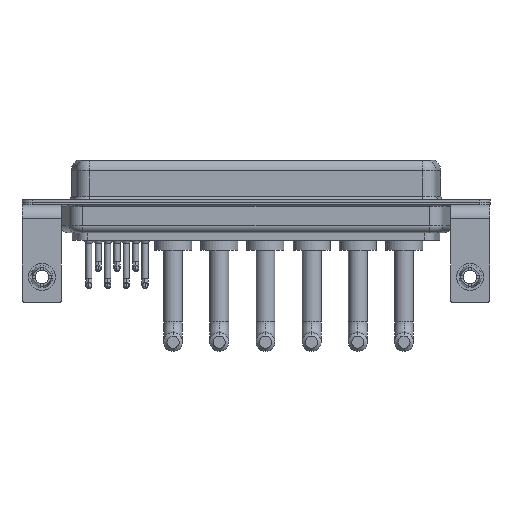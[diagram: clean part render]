
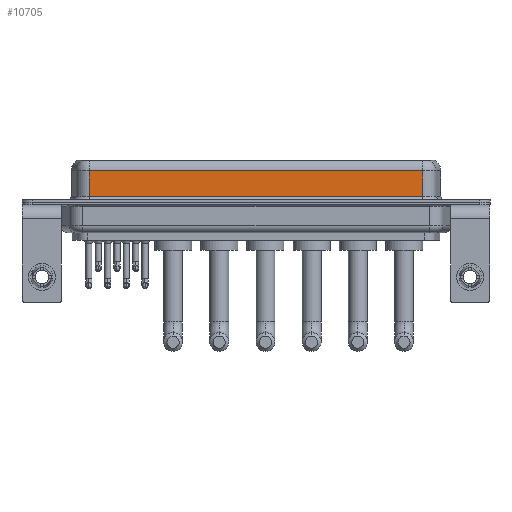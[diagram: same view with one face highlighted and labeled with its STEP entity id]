
A CAD part, front view. The second image highlights one B-rep face of the part: STEP entity #10705.
In plain terms, the highlighted planar face has unit normal (0, -1, 0).
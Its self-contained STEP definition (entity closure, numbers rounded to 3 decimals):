
#959 = CARTESIAN_POINT ( 'NONE',  ( 56.462, -3.95, 4.65 ) ) ;
#1032 = DIRECTION ( 'NONE',  ( -1., 0., 0. ) ) ;
#1683 = VECTOR ( 'NONE', #15966, 1000. ) ;
#2081 = VECTOR ( 'NONE', #1032, 1000. ) ;
#3658 = ORIENTED_EDGE ( 'NONE', *, *, #16395, .F. ) ;
#3680 = AXIS2_PLACEMENT_3D ( 'NONE', #18880, #4466, #15913 ) ;
#4073 = VERTEX_POINT ( 'NONE', #7427 ) ;
#4151 = CARTESIAN_POINT ( 'NONE',  ( 7.038, -3.95, 4.65 ) ) ;
#4466 = DIRECTION ( 'NONE',  ( 0., 1., 0. ) ) ;
#6252 = DIRECTION ( 'NONE',  ( 0., 0., -1. ) ) ;
#6631 = CARTESIAN_POINT ( 'NONE',  ( 7.038, -3.95, 0.9 ) ) ;
#7154 = LINE ( 'NONE', #10311, #2081 ) ;
#7375 = EDGE_CURVE ( 'NONE', #11862, #18888, #8147, .T. ) ;
#7427 = CARTESIAN_POINT ( 'NONE',  ( 56.462, -3.95, 0.9 ) ) ;
#8092 = ORIENTED_EDGE ( 'NONE', *, *, #11116, .T. ) ;
#8147 = LINE ( 'NONE', #16126, #11033 ) ;
#8227 = VECTOR ( 'NONE', #14226, 1000. ) ;
#8628 = ORIENTED_EDGE ( 'NONE', *, *, #12765, .T. ) ;
#10311 = CARTESIAN_POINT ( 'NONE',  ( 56.462, -3.95, 4.65 ) ) ;
#10705 = ADVANCED_FACE ( 'NONE', ( #12766 ), #17394, .F. ) ;
#11033 = VECTOR ( 'NONE', #6252, 1000. ) ;
#11116 = EDGE_CURVE ( 'NONE', #18888, #4073, #15749, .T. ) ;
#11862 = VERTEX_POINT ( 'NONE', #4151 ) ;
#12300 = VERTEX_POINT ( 'NONE', #959 ) ;
#12379 = EDGE_LOOP ( 'NONE', ( #3658, #8628, #18341, #8092 ) ) ;
#12442 = CARTESIAN_POINT ( 'NONE',  ( 56.462, -3.95, 6.4 ) ) ;
#12765 = EDGE_CURVE ( 'NONE', #12300, #11862, #7154, .T. ) ;
#12766 = FACE_OUTER_BOUND ( 'NONE', #12379, .T. ) ;
#14226 = DIRECTION ( 'NONE',  ( 0., 0., -1. ) ) ;
#15749 = LINE ( 'NONE', #16281, #1683 ) ;
#15913 = DIRECTION ( 'NONE',  ( 0., 0., 1. ) ) ;
#15966 = DIRECTION ( 'NONE',  ( 1., 0., 0. ) ) ;
#16126 = CARTESIAN_POINT ( 'NONE',  ( 7.038, -3.95, 6.4 ) ) ;
#16281 = CARTESIAN_POINT ( 'NONE',  ( 56.462, -3.95, 0.9 ) ) ;
#16395 = EDGE_CURVE ( 'NONE', #12300, #4073, #17489, .T. ) ;
#17394 = PLANE ( 'NONE',  #3680 ) ;
#17489 = LINE ( 'NONE', #12442, #8227 ) ;
#18341 = ORIENTED_EDGE ( 'NONE', *, *, #7375, .T. ) ;
#18880 = CARTESIAN_POINT ( 'NONE',  ( 56.462, -3.95, 6.4 ) ) ;
#18888 = VERTEX_POINT ( 'NONE', #6631 ) ;
